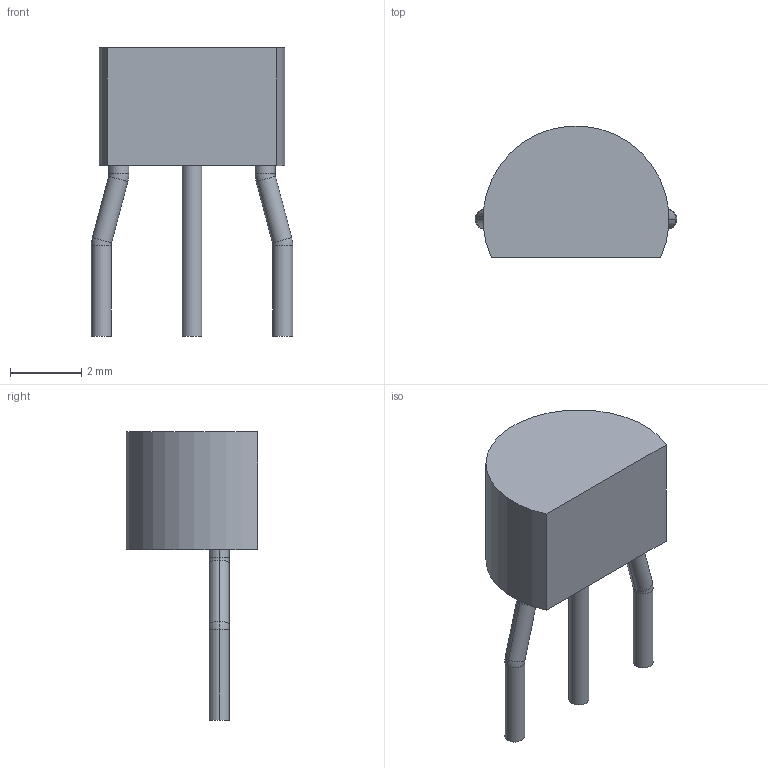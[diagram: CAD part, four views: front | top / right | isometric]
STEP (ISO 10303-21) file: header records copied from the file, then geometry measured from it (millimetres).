
FILE_DESCRIPTION(('STEP AP214'),'1');
FILE_NAME('TO-92-3_ONS','2024-01-26T10:32:43',(''),(''),'','','');
FILE_SCHEMA(('AUTOMOTIVE_DESIGN'));
Length unit declared in the file: millimetre
Products named in the file (1): product
Bounding box: 5.64 x 3.67 x 8.07 mm (x, y, z)
Volume: 56.7 mm3; surface area: 109 mm2
Topology: 4 solids, 4 shells, 31 faces, 53 edges, 30 vertices
Faces by surface type: cylinder 14, plane 9, torus 8
Full cylindrical faces by diameter (mm): 0.559 x1
Entity records: 895 total; most frequent: DIRECTION 154, ORIENTED_EDGE 104, CARTESIAN_POINT 83, AXIS2_PLACEMENT_3D 69, EDGE_CURVE 52, CIRCLE 36, EDGE_LOOP 32, ADVANCED_FACE 31
